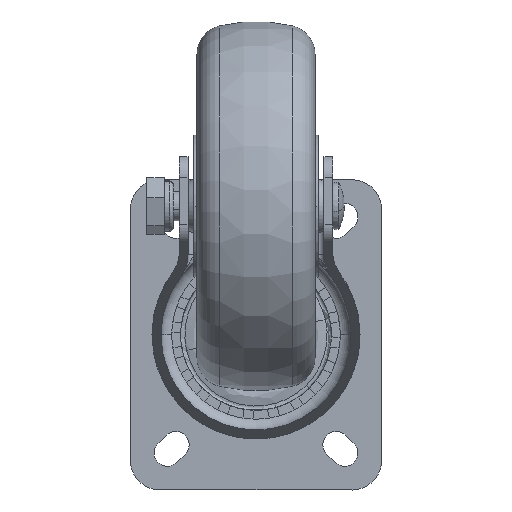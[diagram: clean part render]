
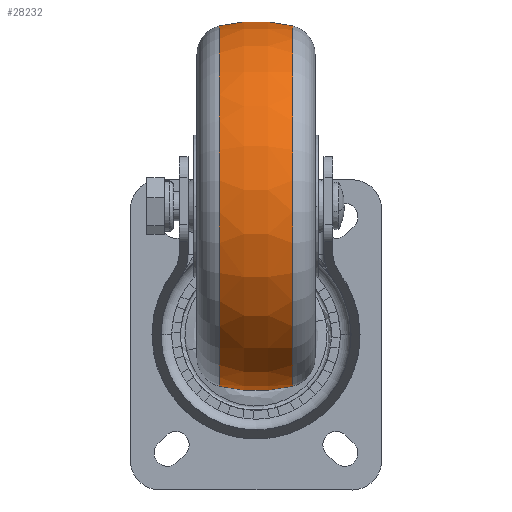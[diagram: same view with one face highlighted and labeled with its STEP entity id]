
A CAD part, front view. The second image highlights one B-rep face of the part: STEP entity #28232.
In plain terms, the highlighted toroidal (fillet/blend) face has major radius 10.5 mm and minor radius 52 mm.
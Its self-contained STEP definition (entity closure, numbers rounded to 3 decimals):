
#31 = DIRECTION ( 'NONE',  ( 0., -0.032, 0.999 ) ) ;
#595 = VERTEX_POINT ( 'NONE', #34335 ) ;
#931 = CIRCLE ( 'NONE', #24087, 52. ) ;
#1854 = CARTESIAN_POINT ( 'NONE',  ( -12.381, -86.5, 43.605 ) ) ;
#4131 = EDGE_CURVE ( 'NONE', #595, #39384, #931, .T. ) ;
#4332 = DIRECTION ( 'NONE',  ( -1., 0., 0. ) ) ;
#4351 = CIRCLE ( 'NONE', #38193, 61.005 ) ;
#4723 = CARTESIAN_POINT ( 'NONE',  ( -12.381, -84.52, -17.367 ) ) ;
#7019 = DIRECTION ( 'NONE',  ( 0., 0.032, -0.999 ) ) ;
#7156 = VERTEX_POINT ( 'NONE', #42522 ) ;
#7514 = CIRCLE ( 'NONE', #47925, 52. ) ;
#20231 = DIRECTION ( 'NONE',  ( -1., 0., 0. ) ) ;
#21969 = ORIENTED_EDGE ( 'NONE', *, *, #34530, .T. ) ;
#21974 = EDGE_CURVE ( 'NONE', #7156, #39384, #52003, .T. ) ;
#22415 = DIRECTION ( 'NONE',  ( 0., -0.999, -0.032 ) ) ;
#24087 = AXIS2_PLACEMENT_3D ( 'NONE', #53911, #52723, #48472 ) ;
#27006 = AXIS2_PLACEMENT_3D ( 'NONE', #1854, #37774, #7019 ) ;
#28232 = ADVANCED_FACE ( 'NONE', ( #65545 ), #63995, .T. ) ;
#31181 = ORIENTED_EDGE ( 'NONE', *, *, #45760, .T. ) ;
#33713 = AXIS2_PLACEMENT_3D ( 'NONE', #56213, #20231, #31 ) ;
#34335 = CARTESIAN_POINT ( 'NONE',  ( 12.381, -84.52, -17.367 ) ) ;
#34530 = EDGE_CURVE ( 'NONE', #35415, #7156, #7514, .T. ) ;
#35047 = CARTESIAN_POINT ( 'NONE',  ( 12.381, -86.5, 43.605 ) ) ;
#35415 = VERTEX_POINT ( 'NONE', #46205 ) ;
#37774 = DIRECTION ( 'NONE',  ( 1., 0., 0. ) ) ;
#38193 = AXIS2_PLACEMENT_3D ( 'NONE', #35047, #4332, #40209 ) ;
#39384 = VERTEX_POINT ( 'NONE', #4723 ) ;
#40209 = DIRECTION ( 'NONE',  ( 0., -0.032, 0.999 ) ) ;
#42522 = CARTESIAN_POINT ( 'NONE',  ( -12.381, -88.479, 104.578 ) ) ;
#45760 = EDGE_CURVE ( 'NONE', #595, #35415, #4351, .T. ) ;
#46205 = CARTESIAN_POINT ( 'NONE',  ( 12.381, -88.479, 104.578 ) ) ;
#47925 = AXIS2_PLACEMENT_3D ( 'NONE', #53032, #22415, #58174 ) ;
#48472 = DIRECTION ( 'NONE',  ( 0., -0.032, 0.999 ) ) ;
#52003 = CIRCLE ( 'NONE', #27006, 61.005 ) ;
#52723 = DIRECTION ( 'NONE',  ( 0., 0.999, 0.032 ) ) ;
#53032 = CARTESIAN_POINT ( 'NONE',  ( 0., -86.841, 54.1 ) ) ;
#53911 = CARTESIAN_POINT ( 'NONE',  ( 0., -86.159, 33.111 ) ) ;
#56213 = CARTESIAN_POINT ( 'NONE',  ( 0., -86.5, 43.605 ) ) ;
#58174 = DIRECTION ( 'NONE',  ( 0., 0.032, -0.999 ) ) ;
#59779 = EDGE_LOOP ( 'NONE', ( #65843, #31181, #21969, #60740 ) ) ;
#60740 = ORIENTED_EDGE ( 'NONE', *, *, #21974, .T. ) ;
#63995 = TOROIDAL_SURFACE ( 'NONE', #33713, 10.5, 52. ) ;
#65545 = FACE_OUTER_BOUND ( 'NONE', #59779, .T. ) ;
#65843 = ORIENTED_EDGE ( 'NONE', *, *, #4131, .F. ) ;
